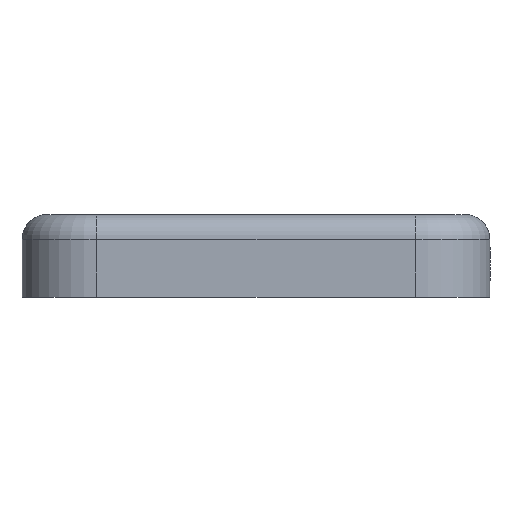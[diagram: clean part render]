
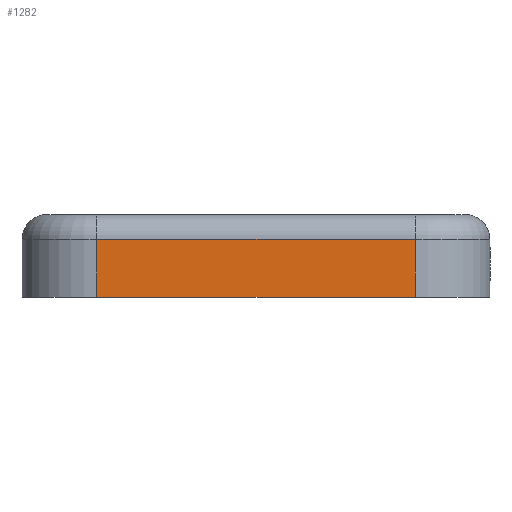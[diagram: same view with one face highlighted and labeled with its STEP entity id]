
A CAD part, left-side view. The second image highlights one B-rep face of the part: STEP entity #1282.
In plain terms, the highlighted face is planar.
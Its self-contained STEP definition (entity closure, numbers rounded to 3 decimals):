
#275=ORIENTED_EDGE('',*,*,#606,.T.);
#276=ORIENTED_EDGE('',*,*,#633,.F.);
#277=ORIENTED_EDGE('',*,*,#634,.F.);
#278=ORIENTED_EDGE('',*,*,#635,.T.);
#606=EDGE_CURVE('',#787,#788,#888,.T.);
#633=EDGE_CURVE('',#806,#788,#901,.T.);
#634=EDGE_CURVE('',#807,#806,#902,.T.);
#635=EDGE_CURVE('',#807,#787,#903,.T.);
#787=VERTEX_POINT('',#2082);
#788=VERTEX_POINT('',#2083);
#806=VERTEX_POINT('',#2134);
#807=VERTEX_POINT('',#2136);
#888=LINE('',#2081,#982);
#901=LINE('',#2133,#995);
#902=LINE('',#2135,#996);
#903=LINE('',#2137,#997);
#982=VECTOR('',#1644,1000.);
#995=VECTOR('',#1697,1000.);
#996=VECTOR('',#1698,1000.);
#997=VECTOR('',#1699,1000.);
#1077=EDGE_LOOP('',(#275,#276,#277,#278));
#1173=FACE_BOUND('',#1077,.T.);
#1243=PLANE('',#1414);
#1282=ADVANCED_FACE('',(#1173),#1243,.T.);
#1414=AXIS2_PLACEMENT_3D('',#2132,#1695,#1696);
#1644=DIRECTION('',(1.,0.,0.));
#1695=DIRECTION('',(0.,0.,1.));
#1696=DIRECTION('',(1.,0.,0.));
#1697=DIRECTION('',(0.,-1.,0.));
#1698=DIRECTION('',(1.,0.,0.));
#1699=DIRECTION('',(0.,-1.,0.));
#2081=CARTESIAN_POINT('',(-3.85,-2.,16.));
#2082=CARTESIAN_POINT('',(-3.85,-2.,16.));
#2083=CARTESIAN_POINT('',(3.85,-2.,16.));
#2132=CARTESIAN_POINT('',(-3.85,0.,16.));
#2133=CARTESIAN_POINT('',(3.85,0.,16.));
#2134=CARTESIAN_POINT('',(3.85,-0.6,16.));
#2135=CARTESIAN_POINT('',(-3.85,-0.6,16.));
#2136=CARTESIAN_POINT('',(-3.85,-0.6,16.));
#2137=CARTESIAN_POINT('',(-3.85,0.,16.));
